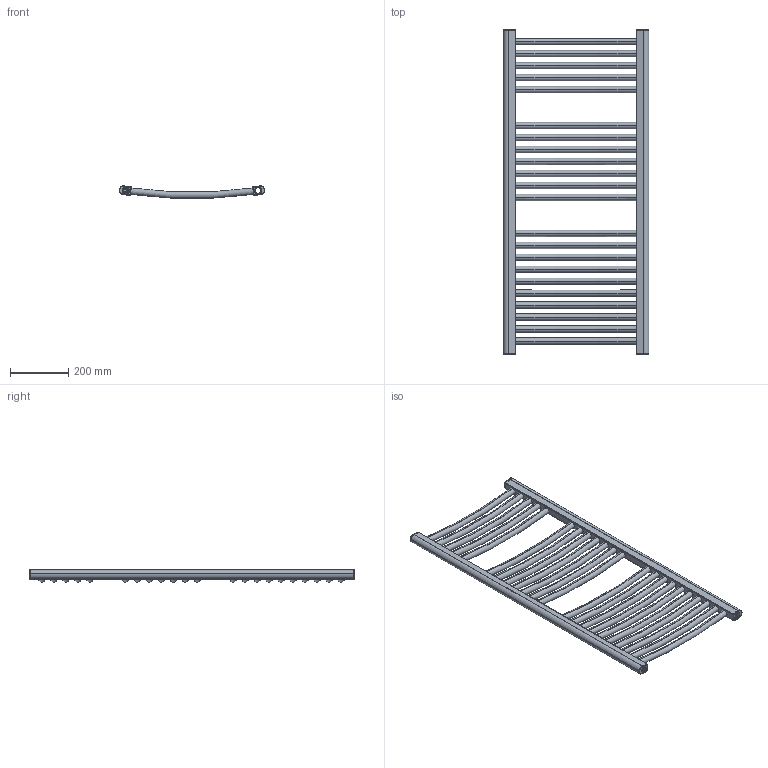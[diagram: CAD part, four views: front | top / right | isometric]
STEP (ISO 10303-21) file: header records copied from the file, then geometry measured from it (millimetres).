
FILE_DESCRIPTION((''),'2;1');
FILE_NAME('U0548550_ASM','2018-01-03T14:05:02',('myarac'),(''),'CREO PARAMETRIC BY PTC INC, 2017260','CREO PARAMETRIC BY PTC INC, 2017260','');
FILE_SCHEMA(('AUTOMOTIVE_DESIGN { 1 0 10303 214 1 1 1 1 }'));
Length unit declared in the file: millimetre
Products named in the file (5): U0547447; U0547388; U0547357; U0547358; U0548550_ASM
Assembly tree (28 placements, depth 2):
  U0548550_ASM
    U0547447  x22
    U0547388  x2
    U0547357
    U0547358  x3
Bounding box: 498.22 x 1110.4 x 42.11 mm (x, y, z)
Volume: 877745.2 mm3; surface area: 1768596 mm2
Topology: 28 solids, 31 shells, 414 faces, 1018 edges, 660 vertices
Faces by surface type: cylinder 172, torus 122, plane 120
Entity records: 8526 total; most frequent: COLOUR_RGB 1359, CARTESIAN_POINT 1066, DIRECTION 1061, ORIENTED_EDGE 840, AXIS2_PLACEMENT_3D 426, EDGE_CURVE 422, VERTEX_POINT 272, CIRCLE 212
